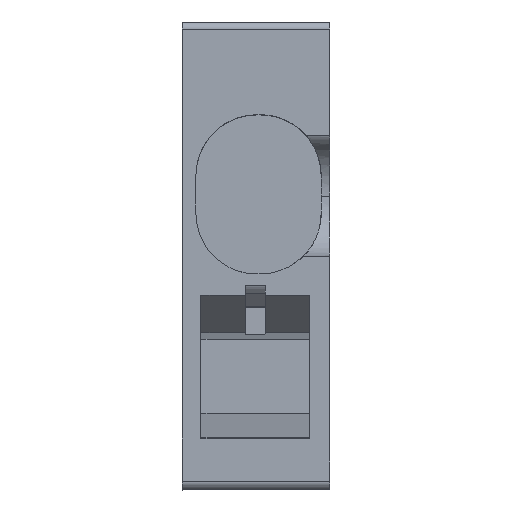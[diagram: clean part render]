
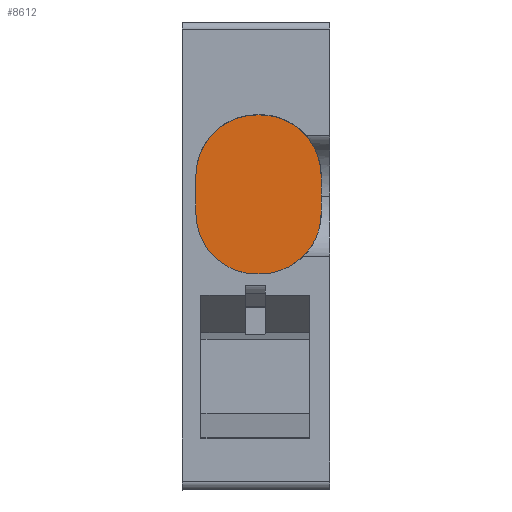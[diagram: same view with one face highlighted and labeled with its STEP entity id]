
A CAD part, top view. The second image highlights one B-rep face of the part: STEP entity #8612.
In plain terms, the highlighted planar face has unit normal (0, 0, 1).
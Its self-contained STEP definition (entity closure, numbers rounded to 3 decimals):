
#8042=AXIS2_PLACEMENT_3D('Circle Axis2P3D',#8040,#8041,$) ;
#8092=AXIS2_PLACEMENT_3D('Circle Axis2P3D',#8090,#8091,$) ;
#8140=AXIS2_PLACEMENT_3D('Circle Axis2P3D',#8138,#8139,$) ;
#8195=AXIS2_PLACEMENT_3D('Circle Axis2P3D',#8193,#8194,$) ;
#8600=AXIS2_PLACEMENT_3D('Plane Axis2P3D',#8597,#8598,#8599) ;
#8037=CARTESIAN_POINT('Vertex',(4.8,9.55,35.82)) ;
#8040=CARTESIAN_POINT('Axis2P3D Location',(2.7,9.55,35.82)) ;
#8044=CARTESIAN_POINT('Vertex',(2.7,7.45,35.82)) ;
#8066=CARTESIAN_POINT('Line Origine',(2.637,7.45,35.82)) ;
#8070=CARTESIAN_POINT('Vertex',(2.575,7.45,35.82)) ;
#8090=CARTESIAN_POINT('Axis2P3D Location',(2.575,9.55,35.82)) ;
#8094=CARTESIAN_POINT('Vertex',(0.475,9.55,35.82)) ;
#8114=CARTESIAN_POINT('Line Origine',(0.475,10.2,35.82)) ;
#8118=CARTESIAN_POINT('Vertex',(0.475,10.85,35.82)) ;
#8138=CARTESIAN_POINT('Axis2P3D Location',(2.575,10.85,35.82)) ;
#8142=CARTESIAN_POINT('Vertex',(2.575,12.95,35.82)) ;
#8162=CARTESIAN_POINT('Line Origine',(2.637,12.95,35.82)) ;
#8166=CARTESIAN_POINT('Vertex',(2.7,12.95,35.82)) ;
#8190=CARTESIAN_POINT('Vertex',(4.8,10.85,35.82)) ;
#8193=CARTESIAN_POINT('Axis2P3D Location',(2.7,10.85,35.82)) ;
#8554=CARTESIAN_POINT('Line Origine',(4.8,10.2,35.82)) ;
#8597=CARTESIAN_POINT('Axis2P3D Location',(2.575,10.85,35.82)) ;
#8041=DIRECTION('Axis2P3D Direction',(0.,0.,-1.)) ;
#8067=DIRECTION('Vector Direction',(1.,0.,0.)) ;
#8091=DIRECTION('Axis2P3D Direction',(0.,0.,-1.)) ;
#8115=DIRECTION('Vector Direction',(0.,-1.,0.)) ;
#8139=DIRECTION('Axis2P3D Direction',(-0.,0.,-1.)) ;
#8163=DIRECTION('Vector Direction',(-1.,0.,0.)) ;
#8194=DIRECTION('Axis2P3D Direction',(-0.,0.,-1.)) ;
#8555=DIRECTION('Vector Direction',(0.,1.,0.)) ;
#8598=DIRECTION('Axis2P3D Direction',(0.,0.,1.)) ;
#8599=DIRECTION('Axis2P3D XDirection',(1.,0.,0.)) ;
#8068=VECTOR('Line Direction',#8067,1.) ;
#8116=VECTOR('Line Direction',#8115,1.) ;
#8164=VECTOR('Line Direction',#8163,1.) ;
#8556=VECTOR('Line Direction',#8555,1.) ;
#8603=ORIENTED_EDGE('',*,*,#8144,.T.) ;
#8604=ORIENTED_EDGE('',*,*,#8120,.T.) ;
#8605=ORIENTED_EDGE('',*,*,#8096,.T.) ;
#8606=ORIENTED_EDGE('',*,*,#8072,.T.) ;
#8607=ORIENTED_EDGE('',*,*,#8046,.T.) ;
#8608=ORIENTED_EDGE('',*,*,#8558,.T.) ;
#8609=ORIENTED_EDGE('',*,*,#8197,.T.) ;
#8610=ORIENTED_EDGE('',*,*,#8168,.T.) ;
#8612=ADVANCED_FACE('GH',(#8611),#8601,.T.) ;
#8043=CIRCLE('generated circle',#8042,2.1) ;
#8093=CIRCLE('generated circle',#8092,2.1) ;
#8141=CIRCLE('generated circle',#8140,2.1) ;
#8196=CIRCLE('generated circle',#8195,2.1) ;
#8046=EDGE_CURVE('',#8045,#8038,#8043,.F.) ;
#8072=EDGE_CURVE('',#8071,#8045,#8069,.T.) ;
#8096=EDGE_CURVE('',#8095,#8071,#8093,.F.) ;
#8120=EDGE_CURVE('',#8119,#8095,#8117,.T.) ;
#8144=EDGE_CURVE('',#8143,#8119,#8141,.F.) ;
#8168=EDGE_CURVE('',#8167,#8143,#8165,.T.) ;
#8197=EDGE_CURVE('',#8191,#8167,#8196,.F.) ;
#8558=EDGE_CURVE('',#8038,#8191,#8557,.T.) ;
#8602=EDGE_LOOP('',(#8603,#8604,#8605,#8606,#8607,#8608,#8609,#8610)) ;
#8611=FACE_OUTER_BOUND('',#8602,.T.) ;
#8069=LINE('Line',#8066,#8068) ;
#8117=LINE('Line',#8114,#8116) ;
#8165=LINE('Line',#8162,#8164) ;
#8557=LINE('Line',#8554,#8556) ;
#8601=PLANE('',#8600) ;
#8038=VERTEX_POINT('',#8037) ;
#8045=VERTEX_POINT('',#8044) ;
#8071=VERTEX_POINT('',#8070) ;
#8095=VERTEX_POINT('',#8094) ;
#8119=VERTEX_POINT('',#8118) ;
#8143=VERTEX_POINT('',#8142) ;
#8167=VERTEX_POINT('',#8166) ;
#8191=VERTEX_POINT('',#8190) ;
